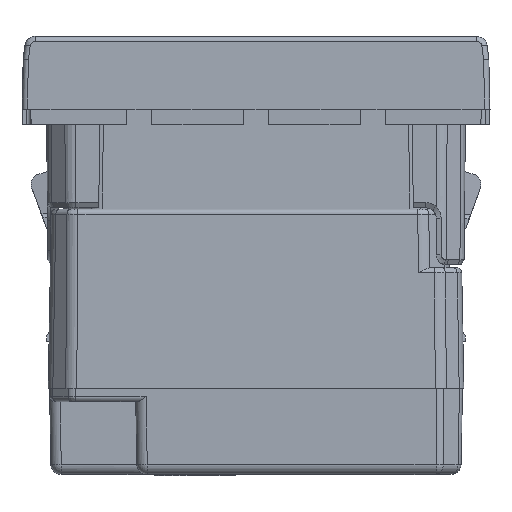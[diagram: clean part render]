
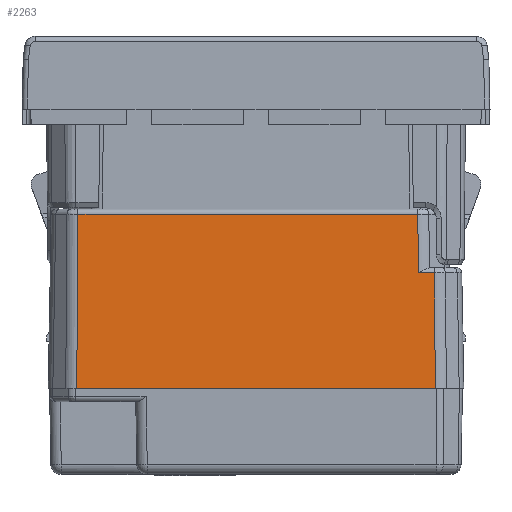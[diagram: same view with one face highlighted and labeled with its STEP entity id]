
A CAD part, left-side view. The second image highlights one B-rep face of the part: STEP entity #2263.
In plain terms, the highlighted planar face has unit normal (-1, 0, 0.018).
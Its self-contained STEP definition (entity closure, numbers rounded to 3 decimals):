
#2237=AXIS2_PLACEMENT_3D('Plane Axis2P3D',#2234,#2235,#2236) ;
#990=CARTESIAN_POINT('Vertex',(-20.,-17.257,-25.)) ;
#993=CARTESIAN_POINT('Line Origine',(-20.,0.,-25.)) ;
#997=CARTESIAN_POINT('Vertex',(-20.,17.257,-25.)) ;
#1773=CARTESIAN_POINT('Line Origine',(-19.849,17.195,-16.375)) ;
#1777=CARTESIAN_POINT('Vertex',(-19.707,17.136,-8.241)) ;
#2193=CARTESIAN_POINT('Line Origine',(-19.849,-15.639,-16.375)) ;
#2197=CARTESIAN_POINT('Vertex',(-19.806,-15.622,-13.891)) ;
#2199=CARTESIAN_POINT('Vertex',(-19.707,-15.581,-8.241)) ;
#2234=CARTESIAN_POINT('Axis2P3D Location',(-20.,0.,-25.)) ;
#2239=CARTESIAN_POINT('Line Origine',(-19.806,0.,-13.891)) ;
#2243=CARTESIAN_POINT('Vertex',(-19.806,-17.177,-13.891)) ;
#2246=CARTESIAN_POINT('Line Origine',(-19.707,0.,-8.241)) ;
#2252=CARTESIAN_POINT('Control Point',(-20.,-17.257,-25.)) ;
#2253=CARTESIAN_POINT('Control Point',(-19.806,-17.177,-13.891)) ;
#994=DIRECTION('Vector Direction',(0.,-1.,0.)) ;
#1774=DIRECTION('Vector Direction',(0.017,-0.007,1.)) ;
#2194=DIRECTION('Vector Direction',(0.017,0.007,1.)) ;
#2235=DIRECTION('Axis2P3D Direction',(1.,0.,-0.017)) ;
#2236=DIRECTION('Axis2P3D XDirection',(0.,-1.,0.)) ;
#2240=DIRECTION('Vector Direction',(0.,-1.,0.)) ;
#2247=DIRECTION('Vector Direction',(0.,-1.,0.)) ;
#995=VECTOR('Line Direction',#994,1.) ;
#1775=VECTOR('Line Direction',#1774,1.) ;
#2195=VECTOR('Line Direction',#2194,1.) ;
#2241=VECTOR('Line Direction',#2240,1.) ;
#2248=VECTOR('Line Direction',#2247,1.) ;
#2256=ORIENTED_EDGE('',*,*,#2245,.T.) ;
#2257=ORIENTED_EDGE('',*,*,#2201,.T.) ;
#2258=ORIENTED_EDGE('',*,*,#2250,.F.) ;
#2259=ORIENTED_EDGE('',*,*,#1779,.F.) ;
#2260=ORIENTED_EDGE('',*,*,#999,.F.) ;
#2261=ORIENTED_EDGE('',*,*,#2254,.T.) ;
#2263=ADVANCED_FACE('Part6.1\\Corps principal',(#2262),#2238,.F.) ;
#2251=B_SPLINE_CURVE_WITH_KNOTS('',1,(#2252,#2253),.UNSPECIFIED.,.F.,.U.,(2,2),(-8.627,2.484),.UNSPECIFIED.) ;
#999=EDGE_CURVE('',#991,#998,#996,.F.) ;
#1779=EDGE_CURVE('',#998,#1778,#1776,.T.) ;
#2201=EDGE_CURVE('',#2198,#2200,#2196,.T.) ;
#2245=EDGE_CURVE('',#2244,#2198,#2242,.F.) ;
#2250=EDGE_CURVE('',#1778,#2200,#2249,.T.) ;
#2254=EDGE_CURVE('',#991,#2244,#2251,.T.) ;
#2255=EDGE_LOOP('',(#2256,#2257,#2258,#2259,#2260,#2261)) ;
#2262=FACE_OUTER_BOUND('',#2255,.T.) ;
#996=LINE('Line',#993,#995) ;
#1776=LINE('Line',#1773,#1775) ;
#2196=LINE('Line',#2193,#2195) ;
#2242=LINE('Line',#2239,#2241) ;
#2249=LINE('Line',#2246,#2248) ;
#2238=PLANE('',#2237) ;
#991=VERTEX_POINT('',#990) ;
#998=VERTEX_POINT('',#997) ;
#1778=VERTEX_POINT('',#1777) ;
#2198=VERTEX_POINT('',#2197) ;
#2200=VERTEX_POINT('',#2199) ;
#2244=VERTEX_POINT('',#2243) ;
